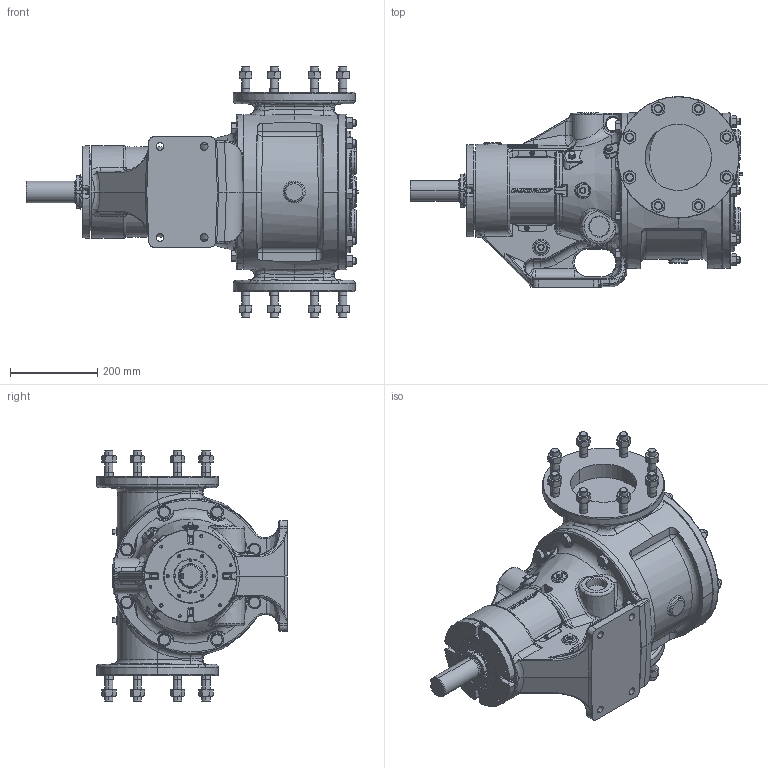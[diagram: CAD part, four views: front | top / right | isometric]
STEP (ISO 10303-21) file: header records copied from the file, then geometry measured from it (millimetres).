
FILE_DESCRIPTION (( 'STEP AP214' ), '1' );
FILE_NAME ('QV-2353.step', '2025-12-05T14:53:28', ( '' ), ( '' ), 'SwSTEP 2.0', 'SolidWorks 2024', '' );
FILE_SCHEMA (( 'AUTOMOTIVE_DESIGN' ));
Products named in the file (1): QV-2353
Bounding box: 762.36 x 438.15 x 577.6 mm (x, y, z)
Volume: 43683714.5 mm3; surface area: 1527747.2 mm2
Topology: 1 solids, 1 shells, 4022 faces, 10046 edges, 6246 vertices
Faces by surface type: plane 1344, bspline 1137, cone 705, cylinder 670, torus 120, sphere 46
Entity records: 177394 total; most frequent: CARTESIAN_POINT 91468, ORIENTED_EDGE 19866, DIRECTION 14547, EDGE_CURVE 9933, VERTEX_POINT 6239, AXIS2_PLACEMENT_3D 5261, EDGE_LOOP 4368, LINE 4025
